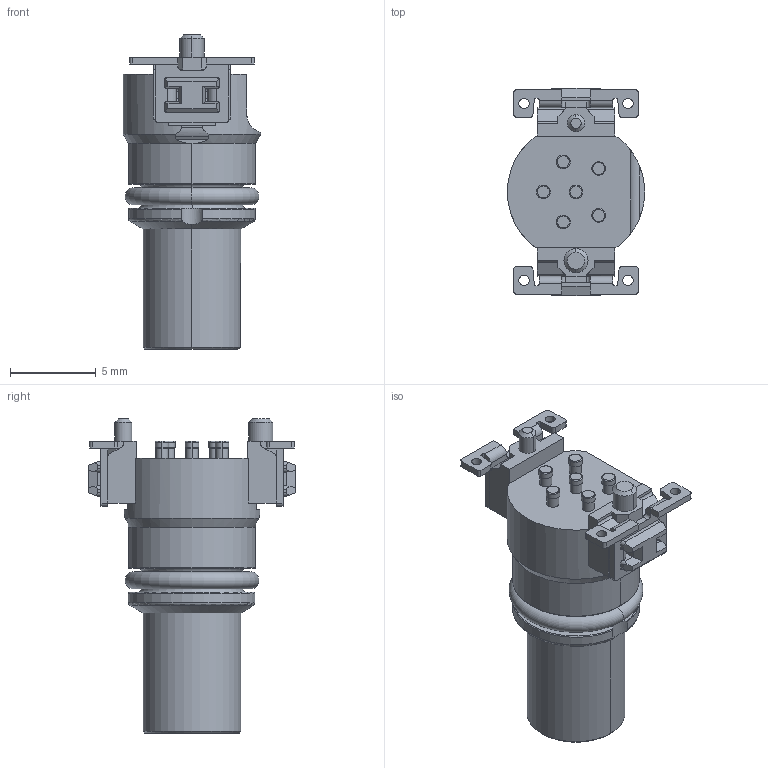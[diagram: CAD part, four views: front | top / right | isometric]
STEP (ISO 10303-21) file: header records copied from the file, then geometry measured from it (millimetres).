
FILE_DESCRIPTION (( 'STEP AP214' ), '1' );
FILE_NAME ('1412253_modified.STEP', '2020-06-09T20:44:26', ( '' ), ( '' ), 'SwSTEP 2.0', 'SolidWorks 2019', '' );
FILE_SCHEMA (( 'AUTOMOTIVE_DESIGN' ));
Length unit declared in the file: millimetre
Products named in the file (1): 1412253_modified
Bounding box: 8 x 12.1 x 18.3 mm (x, y, z)
Volume: 617.3 mm3; surface area: 776.2 mm2
Topology: 1 solids, 1 shells, 490 faces, 1258 edges, 788 vertices
Faces by surface type: plane 259, cylinder 170, cone 37, torus 24
Entity records: 20603 total; most frequent: CARTESIAN_POINT 3080, DIRECTION 2577, ORIENTED_EDGE 2516, EDGE_CURVE 1258, AXIS2_PLACEMENT_3D 891, LINE 795, VECTOR 795, VERTEX_POINT 788
